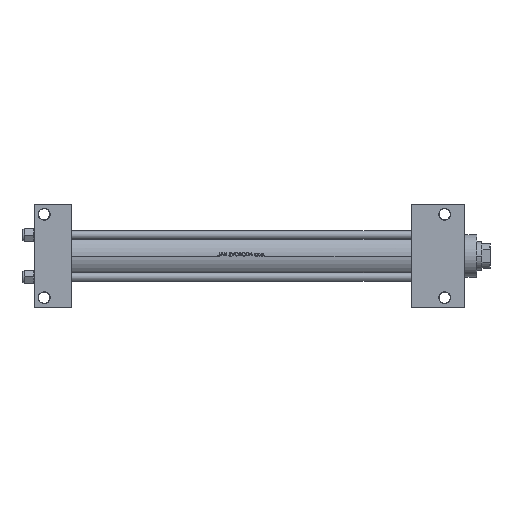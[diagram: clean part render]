
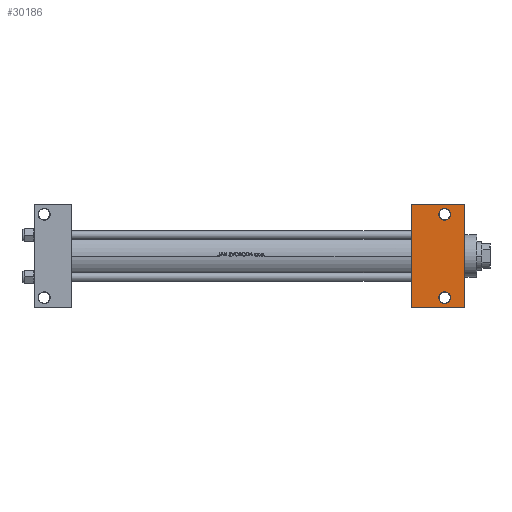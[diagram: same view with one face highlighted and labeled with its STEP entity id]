
A CAD part, front view. The second image highlights one B-rep face of the part: STEP entity #30186.
In plain terms, the highlighted face is planar.
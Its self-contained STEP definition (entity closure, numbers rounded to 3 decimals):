
#456 = ORIENTED_EDGE ( 'NONE', *, *, #7609, .T. ) ;
#1163 = VERTEX_POINT ( 'NONE', #26192 ) ;
#3104 = CIRCLE ( 'NONE', #45600, 6. ) ;
#3632 = DIRECTION ( 'NONE',  ( 0., 0., 1. ) ) ;
#3842 = FACE_BOUND ( 'NONE', #13270, .T. ) ;
#4179 = EDGE_LOOP ( 'NONE', ( #34781, #13512, #13381, #25012 ) ) ;
#4645 = VERTEX_POINT ( 'NONE', #35148 ) ;
#4704 = DIRECTION ( 'NONE',  ( 0., 0., 1. ) ) ;
#5727 = DIRECTION ( 'NONE',  ( 1., 0., 0. ) ) ;
#6375 = EDGE_LOOP ( 'NONE', ( #456, #16348 ) ) ;
#7125 = VECTOR ( 'NONE', #5727, 1000. ) ;
#7609 = EDGE_CURVE ( 'NONE', #31574, #18266, #42221, .T. ) ;
#7618 = FACE_BOUND ( 'NONE', #6375, .T. ) ;
#8041 = VERTEX_POINT ( 'NONE', #19398 ) ;
#8664 = CARTESIAN_POINT ( 'NONE',  ( 375., -51.5, -30. ) ) ;
#10318 = LINE ( 'NONE', #32874, #22493 ) ;
#10909 = CARTESIAN_POINT ( 'NONE',  ( 428., 30., -30. ) ) ;
#12305 = VECTOR ( 'NONE', #24457, 1000. ) ;
#13270 = EDGE_LOOP ( 'NONE', ( #42641, #49236 ) ) ;
#13286 = CARTESIAN_POINT ( 'NONE',  ( 428., 30., -30. ) ) ;
#13381 = ORIENTED_EDGE ( 'NONE', *, *, #36559, .T. ) ;
#13512 = ORIENTED_EDGE ( 'NONE', *, *, #25519, .T. ) ;
#13865 = VERTEX_POINT ( 'NONE', #19549 ) ;
#13981 = CARTESIAN_POINT ( 'NONE',  ( 408., -41.5, -30. ) ) ;
#14071 = DIRECTION ( 'NONE',  ( 0., -1., 0. ) ) ;
#16348 = ORIENTED_EDGE ( 'NONE', *, *, #28830, .T. ) ;
#16521 = LINE ( 'NONE', #13286, #28804 ) ;
#17011 = LINE ( 'NONE', #32316, #7125 ) ;
#17803 = CARTESIAN_POINT ( 'NONE',  ( 402., -41.5, -30. ) ) ;
#18266 = VERTEX_POINT ( 'NONE', #28225 ) ;
#18407 = DIRECTION ( 'NONE',  ( 0., 0., -1. ) ) ;
#18471 = DIRECTION ( 'NONE',  ( 0., 0., 1. ) ) ;
#19398 = CARTESIAN_POINT ( 'NONE',  ( 375., 51.5, -30. ) ) ;
#19549 = CARTESIAN_POINT ( 'NONE',  ( 428., 51.5, -30. ) ) ;
#20261 = DIRECTION ( 'NONE',  ( 0., 1., 0. ) ) ;
#22342 = AXIS2_PLACEMENT_3D ( 'NONE', #40231, #43758, #44260 ) ;
#22493 = VECTOR ( 'NONE', #14071, 1000. ) ;
#22891 = CARTESIAN_POINT ( 'NONE',  ( 428., -51.5, -30. ) ) ;
#24457 = DIRECTION ( 'NONE',  ( -1., 0., 0. ) ) ;
#25012 = ORIENTED_EDGE ( 'NONE', *, *, #49622, .T. ) ;
#25519 = EDGE_CURVE ( 'NONE', #8041, #13865, #17011, .T. ) ;
#26192 = CARTESIAN_POINT ( 'NONE',  ( 402., 41.5, -30. ) ) ;
#26958 = AXIS2_PLACEMENT_3D ( 'NONE', #13981, #18471, #29275 ) ;
#27133 = CIRCLE ( 'NONE', #22342, 6. ) ;
#27194 = CARTESIAN_POINT ( 'NONE',  ( 408., 41.5, -30. ) ) ;
#28225 = CARTESIAN_POINT ( 'NONE',  ( 414., -41.5, -30. ) ) ;
#28288 = EDGE_CURVE ( 'NONE', #1163, #34016, #27133, .T. ) ;
#28539 = CARTESIAN_POINT ( 'NONE',  ( 408., -41.5, -30. ) ) ;
#28804 = VECTOR ( 'NONE', #35106, 1000. ) ;
#28830 = EDGE_CURVE ( 'NONE', #18266, #31574, #3104, .T. ) ;
#29275 = DIRECTION ( 'NONE',  ( 0., 1., 0. ) ) ;
#30186 = ADVANCED_FACE ( 'NONE', ( #3842, #7618, #38738 ), #49091, .T. ) ;
#31574 = VERTEX_POINT ( 'NONE', #17803 ) ;
#31968 = AXIS2_PLACEMENT_3D ( 'NONE', #10909, #18407, #45811 ) ;
#32316 = CARTESIAN_POINT ( 'NONE',  ( 375., 51.5, -30. ) ) ;
#32479 = LINE ( 'NONE', #8664, #12305 ) ;
#32874 = CARTESIAN_POINT ( 'NONE',  ( 375., 30., -30. ) ) ;
#34016 = VERTEX_POINT ( 'NONE', #39914 ) ;
#34781 = ORIENTED_EDGE ( 'NONE', *, *, #43317, .F. ) ;
#35106 = DIRECTION ( 'NONE',  ( 0., -1., 0. ) ) ;
#35148 = CARTESIAN_POINT ( 'NONE',  ( 375., -51.5, -30. ) ) ;
#36559 = EDGE_CURVE ( 'NONE', #13865, #38857, #16521, .T. ) ;
#37723 = EDGE_CURVE ( 'NONE', #34016, #1163, #44906, .T. ) ;
#38738 = FACE_OUTER_BOUND ( 'NONE', #4179, .T. ) ;
#38857 = VERTEX_POINT ( 'NONE', #22891 ) ;
#39914 = CARTESIAN_POINT ( 'NONE',  ( 414., 41.5, -30. ) ) ;
#40231 = CARTESIAN_POINT ( 'NONE',  ( 408., 41.5, -30. ) ) ;
#42221 = CIRCLE ( 'NONE', #26958, 6. ) ;
#42548 = DIRECTION ( 'NONE',  ( 0., 1., 0. ) ) ;
#42641 = ORIENTED_EDGE ( 'NONE', *, *, #28288, .T. ) ;
#43317 = EDGE_CURVE ( 'NONE', #8041, #4645, #10318, .T. ) ;
#43758 = DIRECTION ( 'NONE',  ( 0., 0., 1. ) ) ;
#44260 = DIRECTION ( 'NONE',  ( 0., 1., 0. ) ) ;
#44906 = CIRCLE ( 'NONE', #45736, 6. ) ;
#45600 = AXIS2_PLACEMENT_3D ( 'NONE', #28539, #4704, #20261 ) ;
#45736 = AXIS2_PLACEMENT_3D ( 'NONE', #27194, #3632, #42548 ) ;
#45811 = DIRECTION ( 'NONE',  ( 0., 1., 0. ) ) ;
#49091 = PLANE ( 'NONE',  #31968 ) ;
#49236 = ORIENTED_EDGE ( 'NONE', *, *, #37723, .T. ) ;
#49622 = EDGE_CURVE ( 'NONE', #38857, #4645, #32479, .T. ) ;
